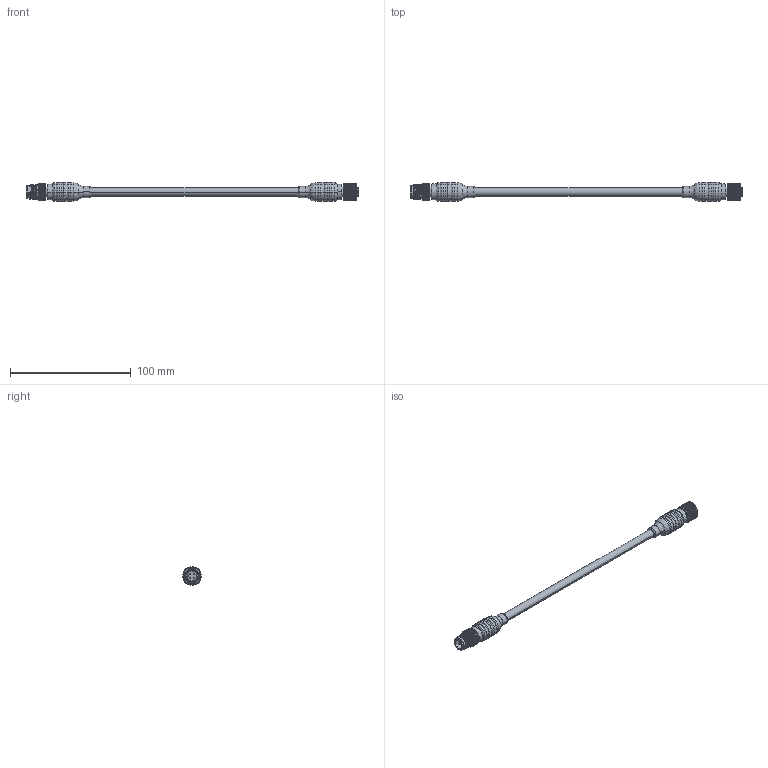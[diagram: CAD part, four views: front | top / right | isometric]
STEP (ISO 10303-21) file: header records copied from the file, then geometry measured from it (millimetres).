
FILE_DESCRIPTION((''),'2;1');
FILE_NAME('254699_SM01_ASM','2026-01-22T09:09:58',('banengservice'),('BANNER ENGINEERING'),'CREO PARAMETRIC BY PTC INC, 2022414','CREO PARAMETRIC BY PTC INC, 2022414','');
FILE_SCHEMA(('CONFIG_CONTROL_DESIGN'));
Length unit declared in the file: millimetre
Products named in the file (2): 254699_EP01; 254699_SM01_ASM
Assembly tree (1 placements, depth 2):
  254699_SM01_ASM
    254699_EP01
Bounding box: 274.9 x 15.76 x 15.76 mm (x, y, z)
Volume: 19132.1 mm3; surface area: 11536.7 mm2
Topology: 1 solids, 1 shells, 787 faces, 2187 edges, 1428 vertices
Faces by surface type: cylinder 501, plane 195, torus 52, bspline 19, cone 12, sphere 8
Entity records: 39370 total; most frequent: CARTESIAN_POINT 20334, ORIENTED_EDGE 4358, DIRECTION 3508, EDGE_CURVE 2179, VERTEX_POINT 1428, AXIS2_PLACEMENT_3D 1403, B_SPLINE_CURVE_WITH_KNOTS 845, EDGE_LOOP 823
